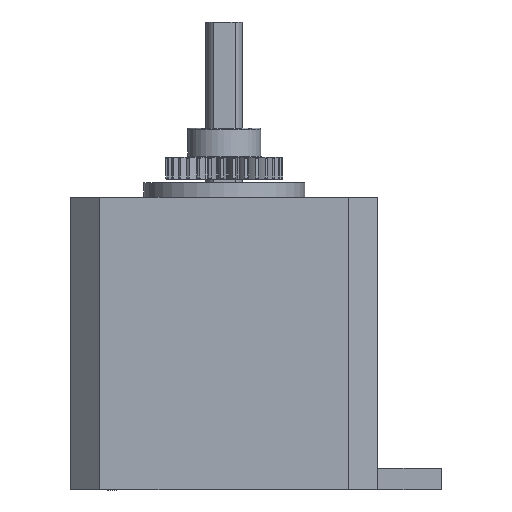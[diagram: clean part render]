
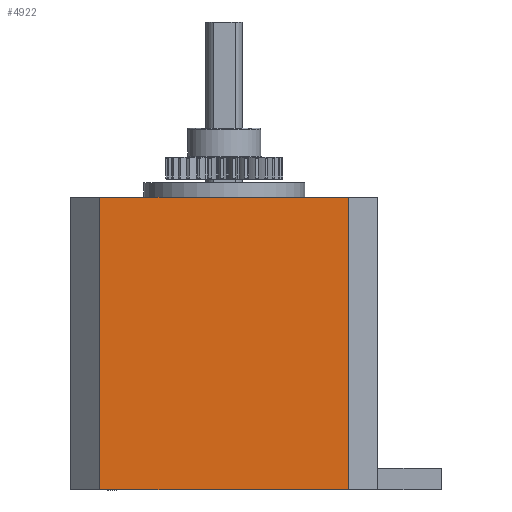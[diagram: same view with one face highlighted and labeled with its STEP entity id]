
A CAD part, front view. The second image highlights one B-rep face of the part: STEP entity #4922.
In plain terms, the highlighted face is planar.
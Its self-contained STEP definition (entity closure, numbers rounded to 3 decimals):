
#231=PLANE('',#5241);
#262=FACE_OUTER_BOUND('',#553,.T.);
#553=EDGE_LOOP('',(#3144,#3145,#3146,#3147));
#846=LINE('',#7713,#1079);
#860=LINE('',#7748,#1093);
#861=LINE('',#7751,#1094);
#862=LINE('',#7752,#1095);
#1079=VECTOR('',#5989,1000.);
#1093=VECTOR('',#6021,1000.);
#1094=VECTOR('',#6024,1000.);
#1095=VECTOR('',#6025,1000.);
#1767=VERTEX_POINT('',#7710);
#1768=VERTEX_POINT('',#7712);
#1780=VERTEX_POINT('',#7746);
#1781=VERTEX_POINT('',#7750);
#2306=EDGE_CURVE('',#1767,#1768,#846,.T.);
#2324=EDGE_CURVE('',#1767,#1780,#860,.T.);
#2325=EDGE_CURVE('',#1781,#1780,#861,.T.);
#2326=EDGE_CURVE('',#1768,#1781,#862,.T.);
#3144=ORIENTED_EDGE('',*,*,#2324,.T.);
#3145=ORIENTED_EDGE('',*,*,#2325,.F.);
#3146=ORIENTED_EDGE('',*,*,#2326,.F.);
#3147=ORIENTED_EDGE('',*,*,#2306,.F.);
#4922=ADVANCED_FACE('',(#262),#231,.F.);
#5241=AXIS2_PLACEMENT_3D('',#7749,#6022,#6023);
#5989=DIRECTION('',(0.,0.,-1.));
#6021=DIRECTION('',(0.,-1.,0.));
#6022=DIRECTION('center_axis',(-1.,0.,0.));
#6023=DIRECTION('ref_axis',(0.,0.,1.));
#6024=DIRECTION('',(0.,0.,1.));
#6025=DIRECTION('',(0.,-1.,0.));
#7710=CARTESIAN_POINT('',(96.5,41.526,-39.393));
#7712=CARTESIAN_POINT('',(96.5,41.526,-73.407));
#7713=CARTESIAN_POINT('',(96.5,41.526,-39.393));
#7746=CARTESIAN_POINT('',(96.5,1.526,-39.393));
#7748=CARTESIAN_POINT('',(96.5,41.526,-39.393));
#7749=CARTESIAN_POINT('Origin',(96.5,41.526,-73.407));
#7750=CARTESIAN_POINT('',(96.5,1.526,-73.407));
#7751=CARTESIAN_POINT('',(96.5,1.526,-86.1));
#7752=CARTESIAN_POINT('',(96.5,41.526,-73.407));
